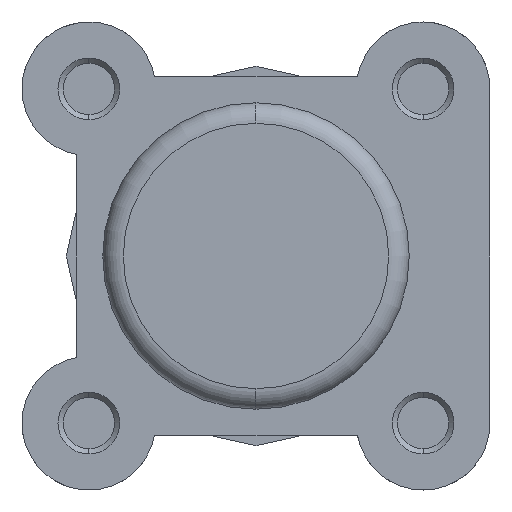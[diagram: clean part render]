
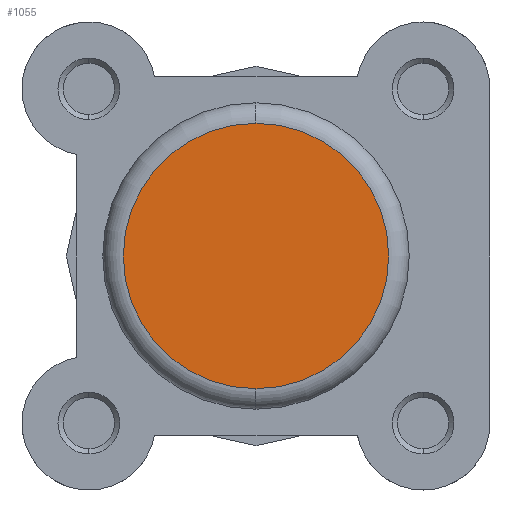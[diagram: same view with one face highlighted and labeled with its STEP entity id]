
A CAD part, left-side view. The second image highlights one B-rep face of the part: STEP entity #1055.
In plain terms, the highlighted planar face has unit normal (-1, 0, 0).
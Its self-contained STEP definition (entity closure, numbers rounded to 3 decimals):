
#592 = VERTEX_POINT ( 'NONE', #704 ) ;
#704 = CARTESIAN_POINT ( 'NONE',  ( 0., 0., 12.9 ) ) ;
#821 = VERTEX_POINT ( 'NONE', #829 ) ;
#829 = CARTESIAN_POINT ( 'NONE',  ( 0., 0., -12.9 ) ) ;
#1055 = ADVANCED_FACE ( 'NONE', ( #1806 ), #2664, .F. ) ;
#1187 = EDGE_CURVE ( 'NONE', #592, #821, #2091, .T. ) ;
#1246 = EDGE_CURVE ( 'NONE', #821, #592, #2172, .T. ) ;
#1806 = FACE_OUTER_BOUND ( 'NONE', #5658, .T. ) ;
#2091 = CIRCLE ( 'NONE', #4369, 12.9 ) ;
#2172 = CIRCLE ( 'NONE', #4403, 12.9 ) ;
#2663 = CARTESIAN_POINT ( 'NONE',  ( 0., 0., 0. ) ) ;
#2664 = PLANE ( 'NONE',  #5786 ) ;
#2666 = DIRECTION ( 'NONE',  ( 1., 0., 0. ) ) ;
#2667 = DIRECTION ( 'NONE',  ( 0., 0., -1. ) ) ;
#3124 = CARTESIAN_POINT ( 'NONE',  ( 0., 0., 0. ) ) ;
#3130 = DIRECTION ( 'NONE',  ( -1., 0., 0. ) ) ;
#3131 = DIRECTION ( 'NONE',  ( 0., 0., -1. ) ) ;
#3276 = CARTESIAN_POINT ( 'NONE',  ( 0., 0., 0. ) ) ;
#3283 = DIRECTION ( 'NONE',  ( -1., 0., 0. ) ) ;
#3284 = DIRECTION ( 'NONE',  ( 0., 0., -1. ) ) ;
#4176 = ORIENTED_EDGE ( 'NONE', *, *, #1187, .T. ) ;
#4177 = ORIENTED_EDGE ( 'NONE', *, *, #1246, .T. ) ;
#4369 = AXIS2_PLACEMENT_3D ( 'NONE', #3124, #3130, #3131 ) ;
#4403 = AXIS2_PLACEMENT_3D ( 'NONE', #3276, #3283, #3284 ) ;
#5658 = EDGE_LOOP ( 'NONE', ( #4177, #4176 ) ) ;
#5786 = AXIS2_PLACEMENT_3D ( 'NONE', #2663, #2666, #2667 ) ;
